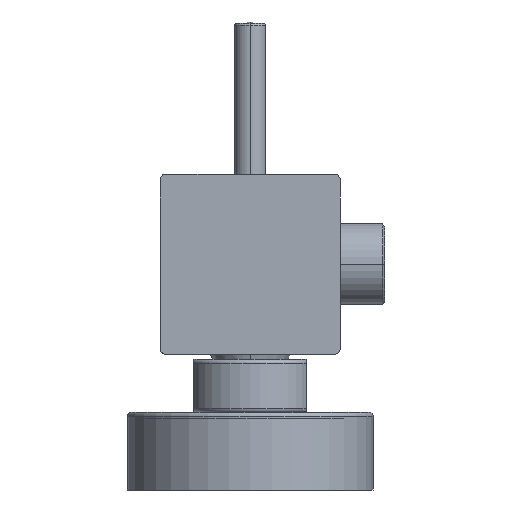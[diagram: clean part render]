
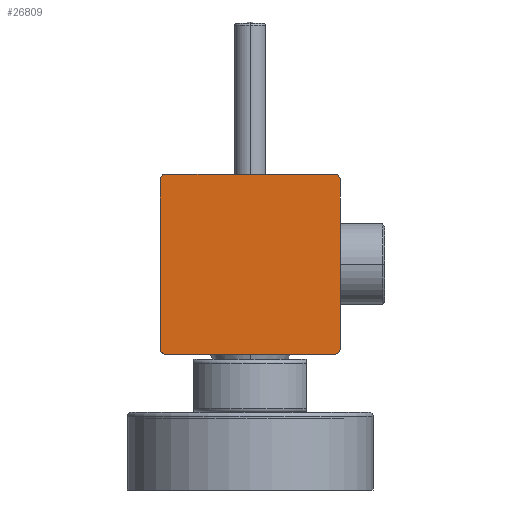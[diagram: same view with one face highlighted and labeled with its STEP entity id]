
A CAD part, left-side view. The second image highlights one B-rep face of the part: STEP entity #26809.
In plain terms, the highlighted planar face has unit normal (-1, 0, 0).
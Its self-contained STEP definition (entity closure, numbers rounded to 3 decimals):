
#31=DIRECTION('',(0.,-1.,0.));
#32=VECTOR('',#31,43.5);
#33=CARTESIAN_POINT('',(-95.,21.75,23.25));
#34=LINE('',#33,#32);
#47=CARTESIAN_POINT('',(-95.,-21.75,21.75));
#48=DIRECTION('',(-1.,0.,0.));
#49=DIRECTION('',(0.,-1.,0.));
#50=AXIS2_PLACEMENT_3D('',#47,#48,#49);
#67=CARTESIAN_POINT('',(-95.,21.75,21.75));
#68=DIRECTION('',(-1.,0.,0.));
#69=DIRECTION('',(0.,0.,1.));
#70=AXIS2_PLACEMENT_3D('',#67,#68,#69);
#77=DIRECTION('',(0.,0.,1.));
#78=VECTOR('',#77,43.5);
#79=CARTESIAN_POINT('',(-95.,23.25,-21.75));
#80=LINE('',#79,#78);
#93=CARTESIAN_POINT('',(-95.,21.75,-21.75));
#94=DIRECTION('',(-1.,0.,0.));
#95=DIRECTION('',(0.,1.,0.));
#96=AXIS2_PLACEMENT_3D('',#93,#94,#95);
#115=DIRECTION('',(0.,1.,0.));
#116=VECTOR('',#115,43.5);
#117=CARTESIAN_POINT('',(-95.,-21.75,-23.25));
#118=LINE('',#117,#116);
#139=CARTESIAN_POINT('',(-95.,-21.75,-21.75));
#140=DIRECTION('',(-1.,0.,0.));
#141=DIRECTION('',(0.,0.,-1.));
#142=AXIS2_PLACEMENT_3D('',#139,#140,#141);
#161=DIRECTION('',(0.,0.,-1.));
#162=VECTOR('',#161,43.5);
#163=CARTESIAN_POINT('',(-95.,-23.25,21.75));
#164=LINE('',#163,#162);
#22544=CARTESIAN_POINT('',(-95.,21.75,23.25));
#22545=CARTESIAN_POINT('',(-95.,-21.75,23.25));
#22546=VERTEX_POINT('',#22544);
#22547=VERTEX_POINT('',#22545);
#22548=CARTESIAN_POINT('',(-95.,-23.25,21.75));
#22549=CARTESIAN_POINT('',(-95.,-23.25,-21.75));
#22550=VERTEX_POINT('',#22548);
#22551=VERTEX_POINT('',#22549);
#22552=CARTESIAN_POINT('',(-95.,-21.75,-23.25));
#22553=CARTESIAN_POINT('',(-95.,21.75,-23.25));
#22554=VERTEX_POINT('',#22552);
#22555=VERTEX_POINT('',#22553);
#22556=CARTESIAN_POINT('',(-95.,23.25,-21.75));
#22557=CARTESIAN_POINT('',(-95.,23.25,21.75));
#22558=VERTEX_POINT('',#22556);
#22559=VERTEX_POINT('',#22557);
#26787=CARTESIAN_POINT('',(-95.,0.,0.));
#26788=DIRECTION('',(1.,0.,0.));
#26789=DIRECTION('',(0.,1.,0.));
#26790=AXIS2_PLACEMENT_3D('',#26787,#26788,#26789);
#26791=PLANE('',#26790);
#26792=ORIENTED_EDGE('',*,*,#26769,.T.);
#26794=ORIENTED_EDGE('',*,*,#26793,.F.);
#26796=ORIENTED_EDGE('',*,*,#26795,.T.);
#26798=ORIENTED_EDGE('',*,*,#26797,.F.);
#26800=ORIENTED_EDGE('',*,*,#26799,.T.);
#26802=ORIENTED_EDGE('',*,*,#26801,.F.);
#26804=ORIENTED_EDGE('',*,*,#26803,.T.);
#26806=ORIENTED_EDGE('',*,*,#26805,.F.);
#26807=EDGE_LOOP('',(#26792,#26794,#26796,#26798,#26800,#26802,#26804,#26806));
#26808=FACE_OUTER_BOUND('',#26807,.F.);
#26809=ADVANCED_FACE('',(#26808),#26791,.F.);
#51=CIRCLE('',#50,1.5);
#71=CIRCLE('',#70,1.5);
#97=CIRCLE('',#96,1.5);
#143=CIRCLE('',#142,1.5);
#26769=EDGE_CURVE('',#22546,#22547,#34,.T.);
#26793=EDGE_CURVE('',#22550,#22547,#51,.T.);
#26795=EDGE_CURVE('',#22550,#22551,#164,.T.);
#26797=EDGE_CURVE('',#22554,#22551,#143,.T.);
#26799=EDGE_CURVE('',#22554,#22555,#118,.T.);
#26801=EDGE_CURVE('',#22558,#22555,#97,.T.);
#26803=EDGE_CURVE('',#22558,#22559,#80,.T.);
#26805=EDGE_CURVE('',#22546,#22559,#71,.T.);
